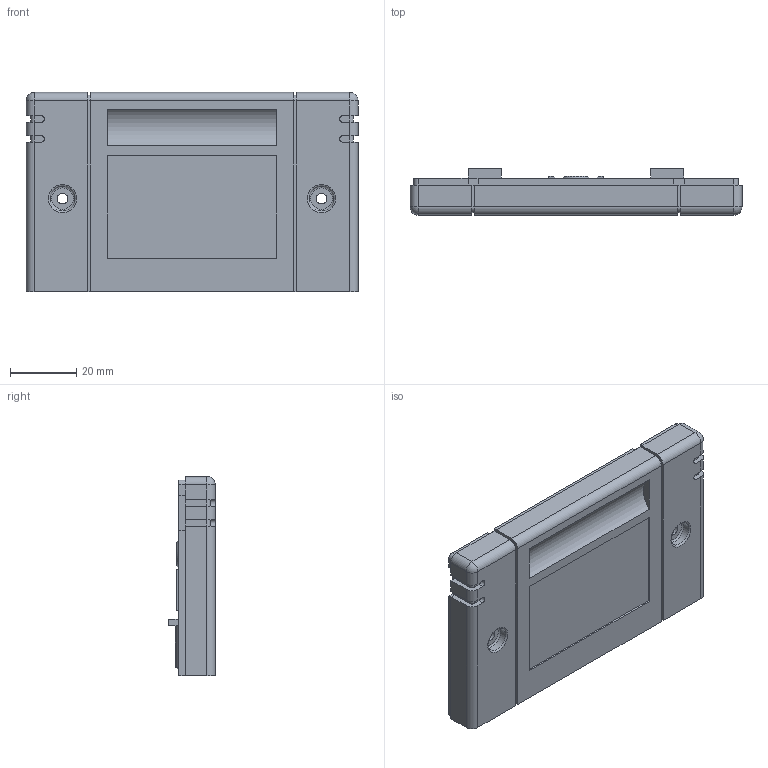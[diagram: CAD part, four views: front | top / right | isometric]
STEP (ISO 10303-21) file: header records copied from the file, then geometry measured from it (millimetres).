
FILE_DESCRIPTION(/* description */ (''),/* implementation_level */ '2;1');
FILE_NAME(/* name */ 'Cartridge back half V2.stp',/* time_stamp */ '2022-08-19T12:39:30+02:00',/* author */ ('Usuario'),/* organization */ ('Fametor'),/* preprocessor_version */ 'ST-DEVELOPER v18.1',/* originating_system */ 'Autodesk Inventor 2021',/* authorisation */ '');
FILE_SCHEMA (('AUTOMOTIVE_DESIGN { 1 0 10303 214 3 1 1 }'));
Length unit declared in the file: millimetre
Products named in the file (1): Cartridge back half V2
Bounding box: 100 x 14 x 60 mm (x, y, z)
Volume: 19902.3 mm3; surface area: 20085.5 mm2
Topology: 1 solids, 1 shells, 212 faces, 605 edges, 403 vertices
Faces by surface type: plane 148, cylinder 51, torus 6, sphere 4, cone 3
Full cylindrical faces by diameter (mm): 3.2 x2, 6 x2, 7.5 x2, 8.1 x1
Entity records: 6971 total; most frequent: CARTESIAN_POINT 1241, ORIENTED_EDGE 1210, DIRECTION 1166, EDGE_CURVE 605, LINE 462, VECTOR 462, VERTEX_POINT 403, AXIS2_PLACEMENT_3D 352
